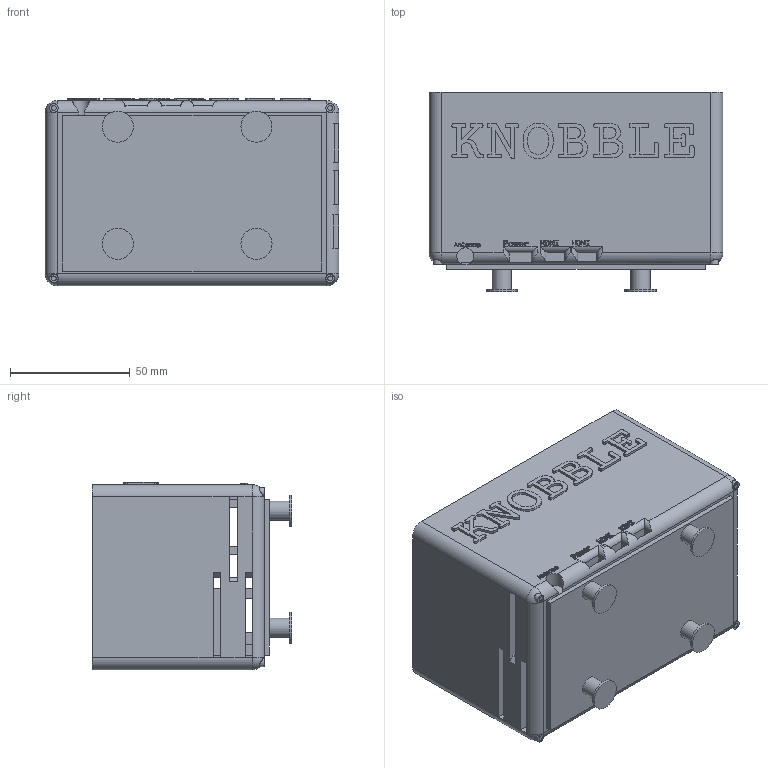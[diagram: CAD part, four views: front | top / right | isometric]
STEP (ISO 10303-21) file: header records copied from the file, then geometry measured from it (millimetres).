
FILE_DESCRIPTION(/* description */ ('STEP AP242','CAx-IF Rec.Pracs.---Representation and Presentation of Product Manufacturing Information (PMI)---4.0---2014-10-13','CAx-IF Rec.Pracs.---3D Tessellated Geometry---0.4---2014-09-14','2;1'),/* implementation_level */ '2;1');
FILE_NAME(/* name */ '68593cb4d871995e8b8fb9fd',/* time_stamp */ '2025-06-23T11:38:31Z',/* author */ (''),/* organization */ (''),/* preprocessor_version */ 'ST-DEVELOPER v20',/* originating_system */ 'ONSHAPE BY PTC INC, 1.199',/* authorisation */ ' ');
FILE_SCHEMA (('AP242_MANAGED_MODEL_BASED_3D_ENGINEERING_MIM_LF { 1 0 10303 442 1 1 4 }'));
Length unit declared in the file: metre
Products named in the file (11): Part 7; Part 11; Part 2; Part 4; Part 8; Part 1; Part 5; Part 9; Part 6; Part 10; Part 3
Bounding box: 122.81 x 83.4 x 78.32 mm (x, y, z)
Volume: 179991.4 mm3; surface area: 85408.8 mm2
Topology: 11 solids, 15 shells, 943 faces, 2621 edges, 1725 vertices
Faces by surface type: plane 440, cylinder 296, bspline 203, sphere 4
Full cylindrical faces by diameter (mm): 2 x8, 2.569 x2, 2.582 x2, 2.587 x2, 2.602 x2, 3.6 x8, 8 x4, 13 x4
Entity records: 31057 total; most frequent: CARTESIAN_POINT 7596, ORIENTED_EDGE 5162, DIRECTION 4248, EDGE_CURVE 2581, VERTEX_POINT 1721, LINE 1566, VECTOR 1566, AXIS2_PLACEMENT_3D 1341
